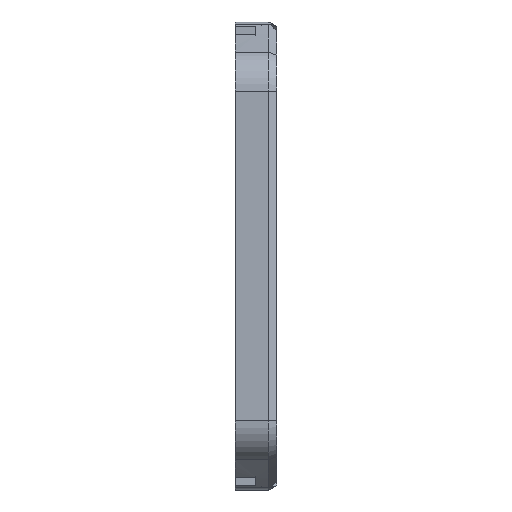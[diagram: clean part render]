
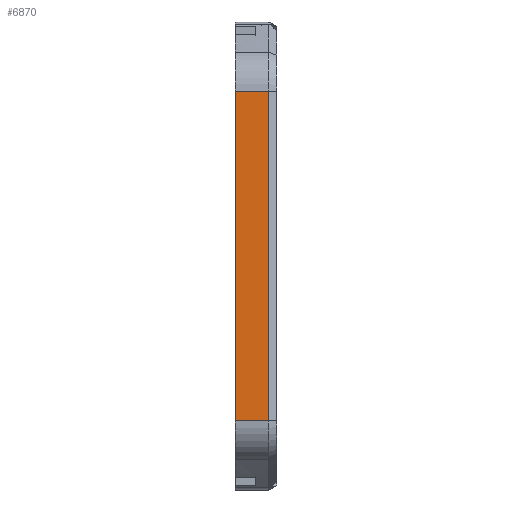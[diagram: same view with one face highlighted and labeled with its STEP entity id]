
A CAD part, left-side view. The second image highlights one B-rep face of the part: STEP entity #6870.
In plain terms, the highlighted planar face has unit normal (-1, 0, 0).
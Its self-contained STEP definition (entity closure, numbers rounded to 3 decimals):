
#34 = EDGE_CURVE ( 'NONE', #3033, #5423, #5156, .T. ) ;
#181 = EDGE_CURVE ( 'NONE', #3033, #5150, #1853, .T. ) ;
#312 = DIRECTION ( 'NONE',  ( 0., 0., 1. ) ) ;
#395 = VECTOR ( 'NONE', #10842, 1000. ) ;
#454 = EDGE_CURVE ( 'NONE', #5150, #7817, #5929, .T. ) ;
#1007 = DIRECTION ( 'NONE',  ( 0., -1., 0. ) ) ;
#1066 = DIRECTION ( 'NONE',  ( 0., 0., -1. ) ) ;
#1120 = CARTESIAN_POINT ( 'NONE',  ( -2.2, 8., 6. ) ) ;
#1415 = AXIS2_PLACEMENT_3D ( 'NONE', #10358, #9609, #1066 ) ;
#1738 = ORIENTED_EDGE ( 'NONE', *, *, #181, .T. ) ;
#1853 = LINE ( 'NONE', #9491, #9344 ) ;
#2433 = LINE ( 'NONE', #10267, #4402 ) ;
#2463 = CARTESIAN_POINT ( 'NONE',  ( -2.2, 1.648, 68.8 ) ) ;
#2813 = EDGE_CURVE ( 'NONE', #5423, #7817, #2433, .T. ) ;
#3033 = VERTEX_POINT ( 'NONE', #1120 ) ;
#3629 = PLANE ( 'NONE',  #1415 ) ;
#4083 = ORIENTED_EDGE ( 'NONE', *, *, #454, .T. ) ;
#4194 = ORIENTED_EDGE ( 'NONE', *, *, #34, .F. ) ;
#4402 = VECTOR ( 'NONE', #1007, 1000. ) ;
#4491 = EDGE_LOOP ( 'NONE', ( #1738, #4083, #8605, #4194 ) ) ;
#5018 = VECTOR ( 'NONE', #312, 1000. ) ;
#5029 = CARTESIAN_POINT ( 'NONE',  ( -2.2, 1.648, 6. ) ) ;
#5150 = VERTEX_POINT ( 'NONE', #6919 ) ;
#5156 = LINE ( 'NONE', #9435, #5018 ) ;
#5423 = VERTEX_POINT ( 'NONE', #6687 ) ;
#5929 = LINE ( 'NONE', #5029, #395 ) ;
#6687 = CARTESIAN_POINT ( 'NONE',  ( -2.2, 8., 68.8 ) ) ;
#6870 = ADVANCED_FACE ( 'NONE', ( #7025 ), #3629, .F. ) ;
#6919 = CARTESIAN_POINT ( 'NONE',  ( -2.2, 1.648, 6. ) ) ;
#7025 = FACE_OUTER_BOUND ( 'NONE', #4491, .T. ) ;
#7817 = VERTEX_POINT ( 'NONE', #2463 ) ;
#8605 = ORIENTED_EDGE ( 'NONE', *, *, #2813, .F. ) ;
#9344 = VECTOR ( 'NONE', #9600, 1000. ) ;
#9435 = CARTESIAN_POINT ( 'NONE',  ( -2.2, 8., 6. ) ) ;
#9491 = CARTESIAN_POINT ( 'NONE',  ( -2.2, 8., 6. ) ) ;
#9600 = DIRECTION ( 'NONE',  ( 0., -1., 0. ) ) ;
#9609 = DIRECTION ( 'NONE',  ( 1., 0., 0. ) ) ;
#10267 = CARTESIAN_POINT ( 'NONE',  ( -2.2, 8., 68.8 ) ) ;
#10358 = CARTESIAN_POINT ( 'NONE',  ( -2.2, 8., 6. ) ) ;
#10842 = DIRECTION ( 'NONE',  ( 0., 0., 1. ) ) ;
